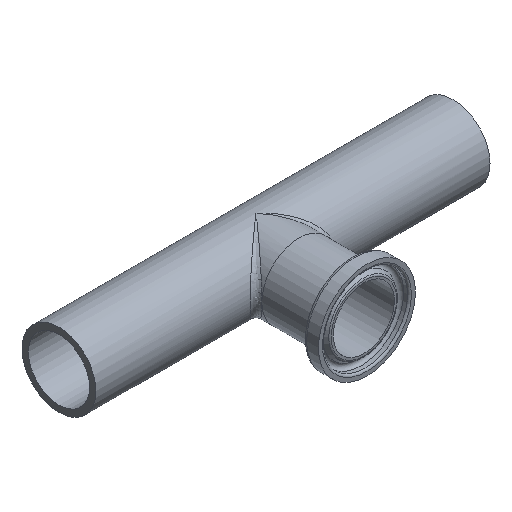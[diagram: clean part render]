
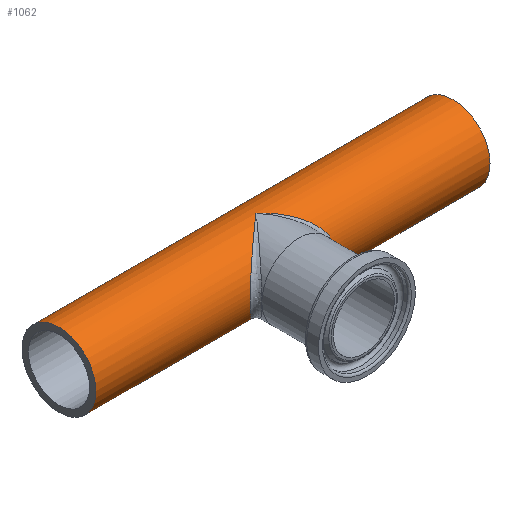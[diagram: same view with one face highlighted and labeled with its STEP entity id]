
A CAD part, isometric view. The second image highlights one B-rep face of the part: STEP entity #1062.
In plain terms, the highlighted cylindrical face has radius 9.525 mm (diameter 19.05 mm), a full revolution.
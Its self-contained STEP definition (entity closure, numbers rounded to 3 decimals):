
#838=CARTESIAN_POINT('',(50.8,0.0,9.525));
#839=VERTEX_POINT('',#838);
#847=CARTESIAN_POINT('',(50.8,0.0,-9.525));
#848=VERTEX_POINT('',#847);
#849=CARTESIAN_POINT('',(50.8,0.0,0.0));
#850=DIRECTION('',(-0.654,0.757,0.0));
#851=DIRECTION('',(0.757,0.654,0.0));
#852=AXIS2_PLACEMENT_3D('',#849,#850,#851);
#853=ELLIPSE('',#852,14.57,9.525);
#854=EDGE_CURVE('',#839,#848,#853,.T.);
#926=CARTESIAN_POINT('',(50.8,0.0,0.0));
#927=DIRECTION('',(0.654,0.757,0.0));
#928=DIRECTION('',(-0.757,0.654,0.0));
#929=AXIS2_PLACEMENT_3D('',#926,#927,#928);
#930=ELLIPSE('',#929,14.57,9.525);
#931=EDGE_CURVE('',#848,#839,#930,.T.);
#1016=CARTESIAN_POINT('',(0.,9.525,0.0));
#1017=VERTEX_POINT('',#1016);
#1018=CARTESIAN_POINT('',(0.,0.0,0.0));
#1019=DIRECTION('',(1.0,0.0,0.0));
#1020=DIRECTION('',(0.0,1.0,0.0));
#1021=AXIS2_PLACEMENT_3D('',#1018,#1019,#1020);
#1022=CIRCLE('',#1021,9.525);
#1023=EDGE_CURVE('',#1017,#1017,#1022,.T.);
#1039=CARTESIAN_POINT('',(50.8,0.0,0.0));
#1040=DIRECTION('',(1.0,0.0,0.0));
#1041=DIRECTION('',(0.0,1.0,0.0));
#1042=AXIS2_PLACEMENT_3D('',#1039,#1040,#1041);
#1043=CYLINDRICAL_SURFACE('',#1042,9.525);
#1044=CARTESIAN_POINT('',(101.6,9.525,0.0));
#1045=VERTEX_POINT('',#1044);
#1046=CARTESIAN_POINT('',(101.6,0.0,0.0));
#1047=DIRECTION('',(1.0,0.0,0.0));
#1048=DIRECTION('',(0.0,1.0,0.0));
#1049=AXIS2_PLACEMENT_3D('',#1046,#1047,#1048);
#1050=CIRCLE('',#1049,9.525);
#1051=EDGE_CURVE('',#1045,#1045,#1050,.T.);
#1052=ORIENTED_EDGE('',*,*,#1051,.F.);
#1053=EDGE_LOOP('',(#1052));
#1054=FACE_OUTER_BOUND('',#1053,.T.);
#1055=ORIENTED_EDGE('',*,*,#854,.F.);
#1056=ORIENTED_EDGE('',*,*,#931,.F.);
#1057=EDGE_LOOP('',(#1055,#1056));
#1058=FACE_BOUND('',#1057,.T.);
#1059=ORIENTED_EDGE('',*,*,#1023,.T.);
#1060=EDGE_LOOP('',(#1059));
#1061=FACE_BOUND('',#1060,.T.);
#1062=ADVANCED_FACE('',(#1054,#1058,#1061),#1043,.T.);
